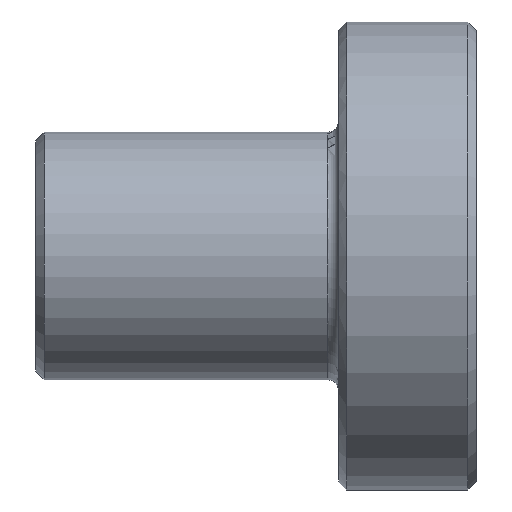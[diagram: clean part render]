
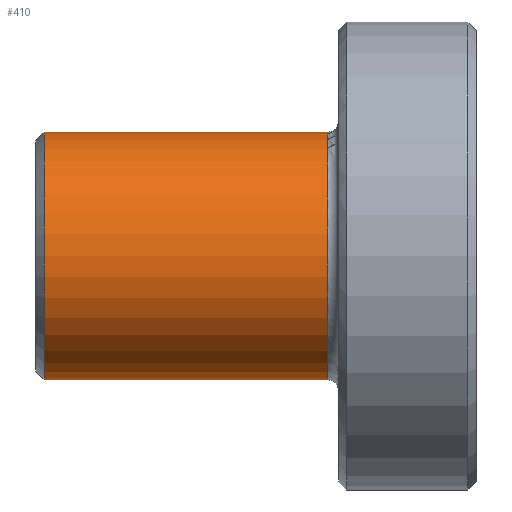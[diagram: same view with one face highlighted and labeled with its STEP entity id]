
A CAD part, top view. The second image highlights one B-rep face of the part: STEP entity #410.
In plain terms, the highlighted cylindrical face has radius 22.5 mm (diameter 45 mm), a partial arc.
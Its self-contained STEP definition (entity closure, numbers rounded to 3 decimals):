
#349=CARTESIAN_POINT('Vertex',(-27.,22.5,0.)) ;
#352=CARTESIAN_POINT('Axis2P3D Location',(-27.,0.,0.)) ;
#356=CARTESIAN_POINT('Vertex',(-27.,-22.5,0.)) ;
#380=CARTESIAN_POINT('Axis2P3D Location',(-52.5,0.,0.)) ;
#385=CARTESIAN_POINT('Line Origine',(-52.5,-22.5,0.)) ;
#389=CARTESIAN_POINT('Vertex',(-78.5,-22.5,0.)) ;
#392=CARTESIAN_POINT('Line Origine',(-52.5,22.5,0.)) ;
#396=CARTESIAN_POINT('Vertex',(-78.5,22.5,0.)) ;
#399=CARTESIAN_POINT('Axis2P3D Location',(-78.5,0.,0.)) ;
#353=DIRECTION('Axis2P3D Direction',(1.,-0.,0.)) ;
#381=DIRECTION('Axis2P3D Direction',(-1.,0.,0.)) ;
#382=DIRECTION('Axis2P3D XDirection',(0.,-1.,0.)) ;
#386=DIRECTION('Vector Direction',(-1.,0.,0.)) ;
#393=DIRECTION('Vector Direction',(-1.,0.,0.)) ;
#400=DIRECTION('Axis2P3D Direction',(-1.,0.,0.)) ;
#354=AXIS2_PLACEMENT_3D('Circle Axis2P3D',#352,#353,$) ;
#383=AXIS2_PLACEMENT_3D('Cylinder Axis2P3D',#380,#381,#382) ;
#401=AXIS2_PLACEMENT_3D('Circle Axis2P3D',#399,#400,$) ;
#405=ORIENTED_EDGE('',*,*,#391,.F.) ;
#406=ORIENTED_EDGE('',*,*,#358,.F.) ;
#407=ORIENTED_EDGE('',*,*,#398,.T.) ;
#408=ORIENTED_EDGE('',*,*,#403,.F.) ;
#387=VECTOR('Line Direction',#386,1.) ;
#394=VECTOR('Line Direction',#393,1.) ;
#410=ADVANCED_FACE('PartBody',(#409),#384,.T.) ;
#355=CIRCLE('generated circle',#354,22.5) ;
#402=CIRCLE('generated circle',#401,22.5) ;
#384=CYLINDRICAL_SURFACE('generated cylinder',#383,22.5) ;
#358=EDGE_CURVE('',#350,#357,#355,.T.) ;
#391=EDGE_CURVE('',#357,#390,#388,.T.) ;
#398=EDGE_CURVE('',#350,#397,#395,.T.) ;
#403=EDGE_CURVE('',#390,#397,#402,.T.) ;
#404=EDGE_LOOP('',(#405,#406,#407,#408)) ;
#409=FACE_OUTER_BOUND('',#404,.T.) ;
#388=LINE('Line',#385,#387) ;
#395=LINE('Line',#392,#394) ;
#350=VERTEX_POINT('',#349) ;
#357=VERTEX_POINT('',#356) ;
#390=VERTEX_POINT('',#389) ;
#397=VERTEX_POINT('',#396) ;
